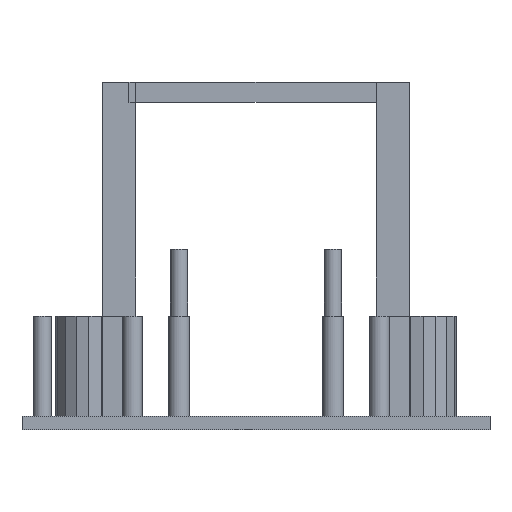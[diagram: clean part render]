
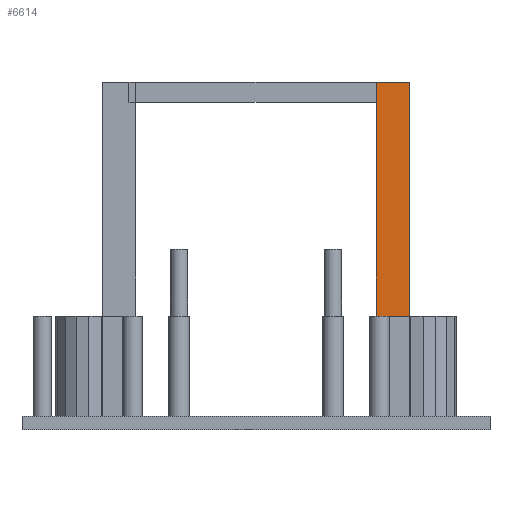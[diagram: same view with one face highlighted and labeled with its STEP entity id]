
A CAD part, front view. The second image highlights one B-rep face of the part: STEP entity #6614.
In plain terms, the highlighted planar face has unit normal (0, -1, 0).
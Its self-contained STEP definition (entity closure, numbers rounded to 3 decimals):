
#1417 = PLANE('',#1418);
#1418 = AXIS2_PLACEMENT_3D('',#1419,#1420,#1421);
#1419 = CARTESIAN_POINT('',(58.,55.,2.));
#1420 = DIRECTION('',(0.,-1.,0.));
#1421 = DIRECTION('',(-1.,0.,0.));
#4165 = VERTEX_POINT('',#4166);
#4166 = CARTESIAN_POINT('',(53.,55.,17.));
#4203 = PLANE('',#4204);
#4204 = AXIS2_PLACEMENT_3D('',#4205,#4206,#4207);
#4205 = CARTESIAN_POINT('',(53.,55.,17.));
#4206 = DIRECTION('',(-1.,0.,0.));
#4207 = DIRECTION('',(0.,1.,0.));
#4241 = VERTEX_POINT('',#4242);
#4242 = CARTESIAN_POINT('',(58.,55.,17.));
#4263 = EDGE_CURVE('',#4241,#4165,#4264,.T.);
#4264 = SURFACE_CURVE('',#4265,(#4269,#4276),.PCURVE_S1.);
#4265 = LINE('',#4266,#4267);
#4266 = CARTESIAN_POINT('',(58.,55.,17.));
#4267 = VECTOR('',#4268,1.);
#4268 = DIRECTION('',(-1.,0.,0.));
#4269 = PCURVE('',#1417,#4270);
#4270 = DEFINITIONAL_REPRESENTATION('',(#4271),#4275);
#4271 = LINE('',#4272,#4273);
#4272 = CARTESIAN_POINT('',(0.,-15.));
#4273 = VECTOR('',#4274,1.);
#4274 = DIRECTION('',(1.,0.));
#4275 = ( GEOMETRIC_REPRESENTATION_CONTEXT(2) 
PARAMETRIC_REPRESENTATION_CONTEXT() REPRESENTATION_CONTEXT('2D SPACE',''
  ) );
#4276 = PCURVE('',#4277,#4282);
#4277 = PLANE('',#4278);
#4278 = AXIS2_PLACEMENT_3D('',#4279,#4280,#4281);
#4279 = CARTESIAN_POINT('',(58.,55.,17.));
#4280 = DIRECTION('',(0.,-1.,0.));
#4281 = DIRECTION('',(-1.,0.,0.));
#4282 = DEFINITIONAL_REPRESENTATION('',(#4283),#4287);
#4283 = LINE('',#4284,#4285);
#4284 = CARTESIAN_POINT('',(0.,-0.));
#4285 = VECTOR('',#4286,1.);
#4286 = DIRECTION('',(1.,0.));
#4287 = ( GEOMETRIC_REPRESENTATION_CONTEXT(2) 
PARAMETRIC_REPRESENTATION_CONTEXT() REPRESENTATION_CONTEXT('2D SPACE',''
  ) );
#4331 = PLANE('',#4332);
#4332 = AXIS2_PLACEMENT_3D('',#4333,#4334,#4335);
#4333 = CARTESIAN_POINT('',(58.,60.,17.));
#4334 = DIRECTION('',(1.,0.,0.));
#4335 = DIRECTION('',(0.,-1.,0.));
#6548 = EDGE_CURVE('',#4165,#6549,#6551,.T.);
#6549 = VERTEX_POINT('',#6550);
#6550 = CARTESIAN_POINT('',(53.,55.,49.));
#6551 = SURFACE_CURVE('',#6552,(#6556,#6563),.PCURVE_S1.);
#6552 = LINE('',#6553,#6554);
#6553 = CARTESIAN_POINT('',(53.,55.,17.));
#6554 = VECTOR('',#6555,1.);
#6555 = DIRECTION('',(0.,0.,1.));
#6556 = PCURVE('',#4203,#6557);
#6557 = DEFINITIONAL_REPRESENTATION('',(#6558),#6562);
#6558 = LINE('',#6559,#6560);
#6559 = CARTESIAN_POINT('',(0.,0.));
#6560 = VECTOR('',#6561,1.);
#6561 = DIRECTION('',(0.,-1.));
#6562 = ( GEOMETRIC_REPRESENTATION_CONTEXT(2) 
PARAMETRIC_REPRESENTATION_CONTEXT() REPRESENTATION_CONTEXT('2D SPACE',''
  ) );
#6563 = PCURVE('',#4277,#6564);
#6564 = DEFINITIONAL_REPRESENTATION('',(#6565),#6569);
#6565 = LINE('',#6566,#6567);
#6566 = CARTESIAN_POINT('',(5.,0.));
#6567 = VECTOR('',#6568,1.);
#6568 = DIRECTION('',(0.,-1.));
#6569 = ( GEOMETRIC_REPRESENTATION_CONTEXT(2) 
PARAMETRIC_REPRESENTATION_CONTEXT() REPRESENTATION_CONTEXT('2D SPACE',''
  ) );
#6614 = ADVANCED_FACE('',(#6615),#4277,.T.);
#6615 = FACE_BOUND('',#6616,.T.);
#6616 = EDGE_LOOP('',(#6617,#6640,#6668,#6694,#6695));
#6617 = ORIENTED_EDGE('',*,*,#6618,.T.);
#6618 = EDGE_CURVE('',#4241,#6619,#6621,.T.);
#6619 = VERTEX_POINT('',#6620);
#6620 = CARTESIAN_POINT('',(58.,55.,52.));
#6621 = SURFACE_CURVE('',#6622,(#6626,#6633),.PCURVE_S1.);
#6622 = LINE('',#6623,#6624);
#6623 = CARTESIAN_POINT('',(58.,55.,17.));
#6624 = VECTOR('',#6625,1.);
#6625 = DIRECTION('',(0.,0.,1.));
#6626 = PCURVE('',#4277,#6627);
#6627 = DEFINITIONAL_REPRESENTATION('',(#6628),#6632);
#6628 = LINE('',#6629,#6630);
#6629 = CARTESIAN_POINT('',(0.,-0.));
#6630 = VECTOR('',#6631,1.);
#6631 = DIRECTION('',(0.,-1.));
#6632 = ( GEOMETRIC_REPRESENTATION_CONTEXT(2) 
PARAMETRIC_REPRESENTATION_CONTEXT() REPRESENTATION_CONTEXT('2D SPACE',''
  ) );
#6633 = PCURVE('',#4331,#6634);
#6634 = DEFINITIONAL_REPRESENTATION('',(#6635),#6639);
#6635 = LINE('',#6636,#6637);
#6636 = CARTESIAN_POINT('',(5.,0.));
#6637 = VECTOR('',#6638,1.);
#6638 = DIRECTION('',(0.,-1.));
#6639 = ( GEOMETRIC_REPRESENTATION_CONTEXT(2) 
PARAMETRIC_REPRESENTATION_CONTEXT() REPRESENTATION_CONTEXT('2D SPACE',''
  ) );
#6640 = ORIENTED_EDGE('',*,*,#6641,.T.);
#6641 = EDGE_CURVE('',#6619,#6642,#6644,.T.);
#6642 = VERTEX_POINT('',#6643);
#6643 = CARTESIAN_POINT('',(53.,55.,52.));
#6644 = SURFACE_CURVE('',#6645,(#6649,#6656),.PCURVE_S1.);
#6645 = LINE('',#6646,#6647);
#6646 = CARTESIAN_POINT('',(58.,55.,52.));
#6647 = VECTOR('',#6648,1.);
#6648 = DIRECTION('',(-1.,0.,0.));
#6649 = PCURVE('',#4277,#6650);
#6650 = DEFINITIONAL_REPRESENTATION('',(#6651),#6655);
#6651 = LINE('',#6652,#6653);
#6652 = CARTESIAN_POINT('',(0.,-35.));
#6653 = VECTOR('',#6654,1.);
#6654 = DIRECTION('',(1.,0.));
#6655 = ( GEOMETRIC_REPRESENTATION_CONTEXT(2) 
PARAMETRIC_REPRESENTATION_CONTEXT() REPRESENTATION_CONTEXT('2D SPACE',''
  ) );
#6656 = PCURVE('',#6657,#6662);
#6657 = PLANE('',#6658);
#6658 = AXIS2_PLACEMENT_3D('',#6659,#6660,#6661);
#6659 = CARTESIAN_POINT('',(55.5,57.5,52.));
#6660 = DIRECTION('',(-0.,-0.,-1.));
#6661 = DIRECTION('',(-1.,0.,0.));
#6662 = DEFINITIONAL_REPRESENTATION('',(#6663),#6667);
#6663 = LINE('',#6664,#6665);
#6664 = CARTESIAN_POINT('',(-2.5,-2.5));
#6665 = VECTOR('',#6666,1.);
#6666 = DIRECTION('',(1.,0.));
#6667 = ( GEOMETRIC_REPRESENTATION_CONTEXT(2) 
PARAMETRIC_REPRESENTATION_CONTEXT() REPRESENTATION_CONTEXT('2D SPACE',''
  ) );
#6668 = ORIENTED_EDGE('',*,*,#6669,.F.);
#6669 = EDGE_CURVE('',#6549,#6642,#6670,.T.);
#6670 = SURFACE_CURVE('',#6671,(#6675,#6682),.PCURVE_S1.);
#6671 = LINE('',#6672,#6673);
#6672 = CARTESIAN_POINT('',(53.,55.,17.));
#6673 = VECTOR('',#6674,1.);
#6674 = DIRECTION('',(0.,0.,1.));
#6675 = PCURVE('',#4277,#6676);
#6676 = DEFINITIONAL_REPRESENTATION('',(#6677),#6681);
#6677 = LINE('',#6678,#6679);
#6678 = CARTESIAN_POINT('',(5.,0.));
#6679 = VECTOR('',#6680,1.);
#6680 = DIRECTION('',(0.,-1.));
#6681 = ( GEOMETRIC_REPRESENTATION_CONTEXT(2) 
PARAMETRIC_REPRESENTATION_CONTEXT() REPRESENTATION_CONTEXT('2D SPACE',''
  ) );
#6682 = PCURVE('',#6683,#6688);
#6683 = PLANE('',#6684);
#6684 = AXIS2_PLACEMENT_3D('',#6685,#6686,#6687);
#6685 = CARTESIAN_POINT('',(53.,55.,52.));
#6686 = DIRECTION('',(-0.,-1.,-0.));
#6687 = DIRECTION('',(0.,0.,-1.));
#6688 = DEFINITIONAL_REPRESENTATION('',(#6689),#6693);
#6689 = LINE('',#6690,#6691);
#6690 = CARTESIAN_POINT('',(35.,0.));
#6691 = VECTOR('',#6692,1.);
#6692 = DIRECTION('',(-1.,0.));
#6693 = ( GEOMETRIC_REPRESENTATION_CONTEXT(2) 
PARAMETRIC_REPRESENTATION_CONTEXT() REPRESENTATION_CONTEXT('2D SPACE',''
  ) );
#6694 = ORIENTED_EDGE('',*,*,#6548,.F.);
#6695 = ORIENTED_EDGE('',*,*,#4263,.F.);
